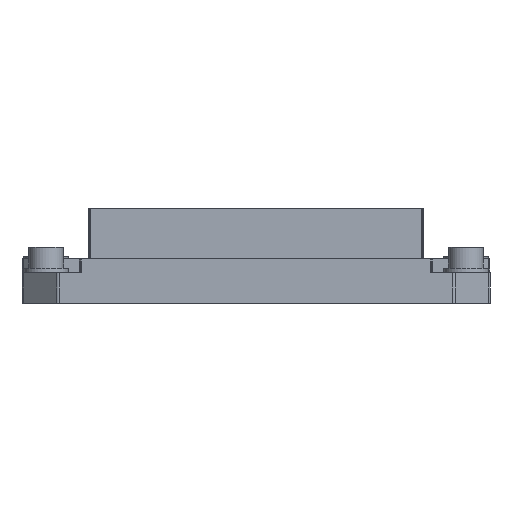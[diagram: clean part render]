
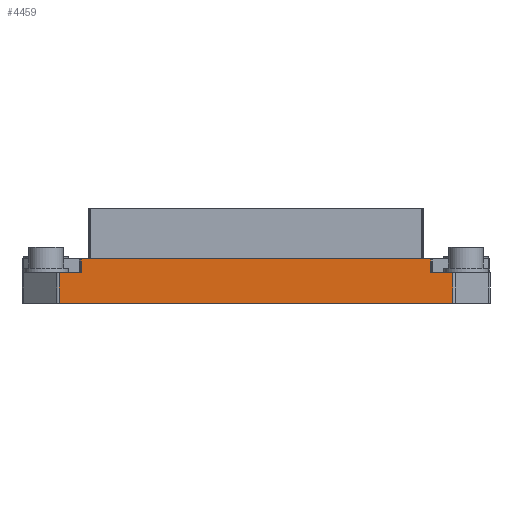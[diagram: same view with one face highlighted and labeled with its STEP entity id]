
A CAD part, front view. The second image highlights one B-rep face of the part: STEP entity #4459.
In plain terms, the highlighted planar face has unit normal (0, -1, 0).
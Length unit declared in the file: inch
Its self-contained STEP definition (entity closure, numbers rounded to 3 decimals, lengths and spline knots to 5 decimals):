
#511=FACE_OUTER_BOUND('',#775,.T.);
#775=EDGE_LOOP('',(#3354,#3355,#3356,#3357,#3358,#3359,#3360,#3361));
#1244=LINE('',#6452,#1601);
#1248=LINE('',#6467,#1605);
#1257=LINE('',#6486,#1614);
#1258=LINE('',#6488,#1615);
#1259=LINE('',#6490,#1616);
#1260=LINE('',#6492,#1617);
#1261=LINE('',#6494,#1618);
#1262=LINE('',#6495,#1619);
#1601=VECTOR('',#5450,0.3937);
#1605=VECTOR('',#5464,0.3937);
#1614=VECTOR('',#5479,0.3937);
#1615=VECTOR('',#5480,0.3937);
#1616=VECTOR('',#5481,0.3937);
#1617=VECTOR('',#5482,0.3937);
#1618=VECTOR('',#5483,0.3937);
#1619=VECTOR('',#5484,0.3937);
#1968=VERTEX_POINT('',#6449);
#1969=VERTEX_POINT('',#6451);
#1974=VERTEX_POINT('',#6463);
#1982=VERTEX_POINT('',#6485);
#1983=VERTEX_POINT('',#6487);
#1984=VERTEX_POINT('',#6489);
#1985=VERTEX_POINT('',#6491);
#1986=VERTEX_POINT('',#6493);
#2480=EDGE_CURVE('',#1969,#1968,#1244,.T.);
#2488=EDGE_CURVE('',#1969,#1974,#1248,.T.);
#2497=EDGE_CURVE('',#1982,#1968,#1257,.T.);
#2498=EDGE_CURVE('',#1982,#1983,#1258,.T.);
#2499=EDGE_CURVE('',#1984,#1983,#1259,.T.);
#2500=EDGE_CURVE('',#1984,#1985,#1260,.T.);
#2501=EDGE_CURVE('',#1986,#1985,#1261,.T.);
#2502=EDGE_CURVE('',#1986,#1974,#1262,.T.);
#3354=ORIENTED_EDGE('',*,*,#2488,.F.);
#3355=ORIENTED_EDGE('',*,*,#2480,.T.);
#3356=ORIENTED_EDGE('',*,*,#2497,.F.);
#3357=ORIENTED_EDGE('',*,*,#2498,.T.);
#3358=ORIENTED_EDGE('',*,*,#2499,.F.);
#3359=ORIENTED_EDGE('',*,*,#2500,.T.);
#3360=ORIENTED_EDGE('',*,*,#2501,.F.);
#3361=ORIENTED_EDGE('',*,*,#2502,.T.);
#4326=PLANE('',#4832);
#4459=ADVANCED_FACE('',(#511),#4326,.T.);
#4832=AXIS2_PLACEMENT_3D('',#6484,#5477,#5478);
#5450=DIRECTION('',(1.,0.,0.));
#5464=DIRECTION('',(0.,0.,1.));
#5477=DIRECTION('center_axis',(0.,-1.,0.));
#5478=DIRECTION('ref_axis',(0.,0.,
-1.));
#5479=DIRECTION('',(0.,0.,1.));
#5480=DIRECTION('',(1.,0.,0.));
#5481=DIRECTION('',(0.,0.,-1.));
#5482=DIRECTION('',(1.,0.,0.));
#5483=DIRECTION('',(0.,0.,-1.));
#5484=DIRECTION('',(-1.,0.,0.));
#6449=CARTESIAN_POINT('',(-4.455,-0.47374,-0.24476));
#6451=CARTESIAN_POINT('',(-4.70563,-0.47374,-0.24476));
#6452=CARTESIAN_POINT('',(-3.80612,-0.47374,-0.24476));
#6463=CARTESIAN_POINT('',(-4.70563,-0.47374,0.1));
#6467=CARTESIAN_POINT('',(-4.70563,-0.47374,-0.12636));
#6484=CARTESIAN_POINT('Origin',(-3.12224,-0.47374,-0.11847));
#6485=CARTESIAN_POINT('',(-4.455,-0.47374,-0.4));
#6486=CARTESIAN_POINT('',(-4.455,-0.47374,-0.18261));
#6487=CARTESIAN_POINT('',(-0.525,-0.47374,-0.4));
#6488=CARTESIAN_POINT('',(-1.80612,-0.47374,-0.4));
#6489=CARTESIAN_POINT('',(-0.525,-0.47374,-0.24476));
#6490=CARTESIAN_POINT('',(-0.525,-0.47374,-0.18261));
#6491=CARTESIAN_POINT('',(-0.27437,-0.47374,-0.24476));
#6492=CARTESIAN_POINT('',(-1.80612,-0.47374,-0.24476));
#6493=CARTESIAN_POINT('',(-0.27437,-0.47374,0.1));
#6494=CARTESIAN_POINT('',(-0.27437,-0.47374,-0.12636));
#6495=CARTESIAN_POINT('',(-3.80612,-0.47374,0.1));
